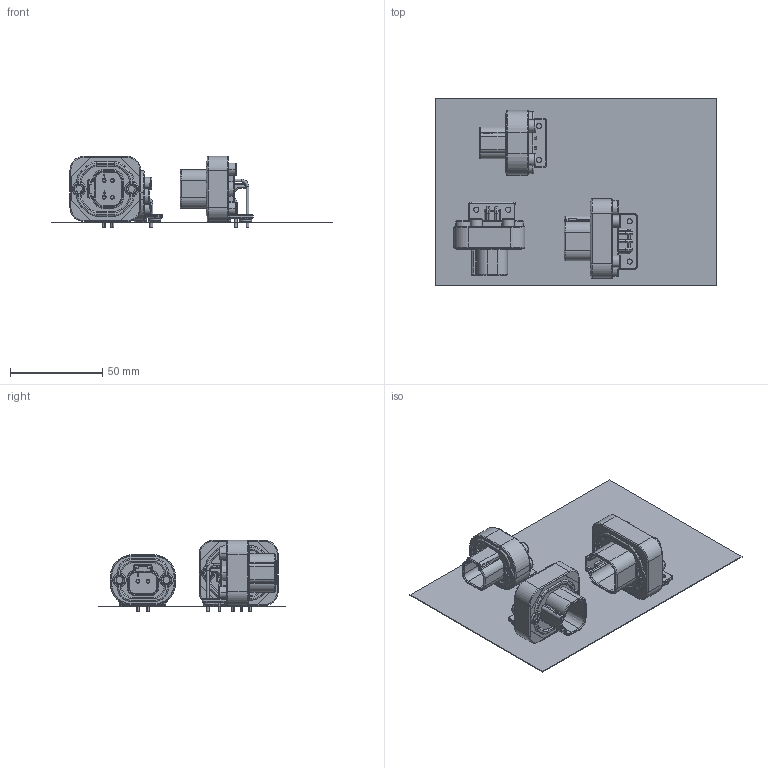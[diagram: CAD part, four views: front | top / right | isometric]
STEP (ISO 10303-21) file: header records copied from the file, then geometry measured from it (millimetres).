
FILE_DESCRIPTION(('Open CASCADE Model'),'2;1');
FILE_NAME('Open CASCADE Shape Model','2025-02-07T15:36:46',('Author'),( 'Open CASCADE'),'Open CASCADE STEP processor 7.5','Open CASCADE 7.5' ,'Unknown');
FILE_SCHEMA(('AUTOMOTIVE_DESIGN { 1 0 10303 214 1 1 1 1 }'));
Length unit declared in the file: millimetre
Products named in the file (9): PCB; Board; Open CASCADE STEP translator 7.5 2.1.1; 2Pin; 6663934560; 6Pin; 6777240464; 4Pin; 6777240944
Assembly tree (8 placements, depth 3):
  PCB
    Board
      Open CASCADE STEP translator 7.5 2.1.1
    2Pin
      6663934560
    6Pin
      6777240464
    4Pin
      6777240944
Bounding box: 152.4 x 101.6 x 38.61 mm (x, y, z)
Volume: 55449.6 mm3; surface area: 56483.8 mm2
Topology: 4 solids, 4 shells, 1519 faces, 3699 edges, 2265 vertices
Faces by surface type: cylinder 622, plane 463, torus 298, bspline 56, sphere 40, cone 40
Full cylindrical faces by diameter (mm): 0.814 x6, 1.56 x2, 1.76 x4, 2.99 x9
Entity records: 53165 total; most frequent: CARTESIAN_POINT 16567, DIRECTION 8092, ORIENTED_EDGE 7398, EDGE_CURVE 3699, AXIS2_PLACEMENT_3D 3189, VERTEX_POINT 2265, CIRCLE 1717, LINE 1714
